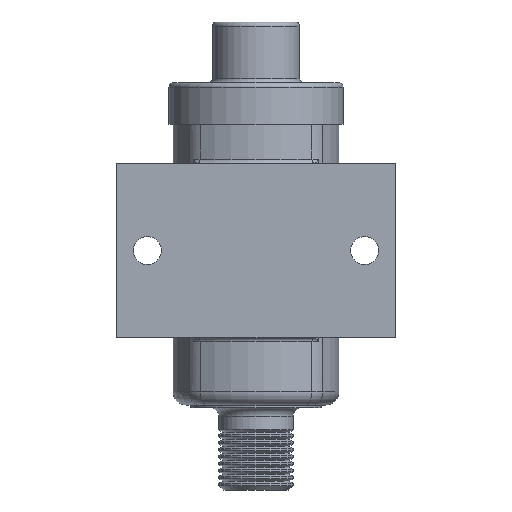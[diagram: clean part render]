
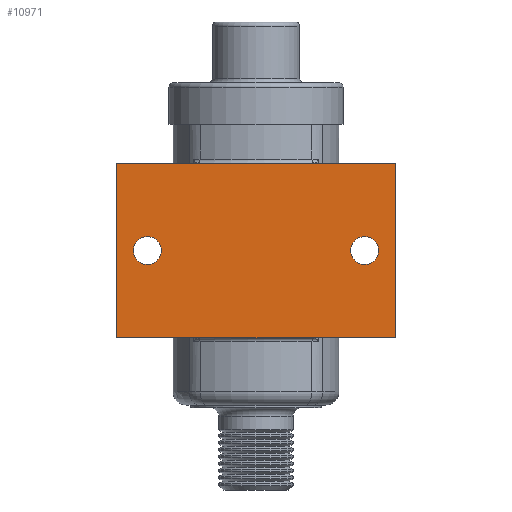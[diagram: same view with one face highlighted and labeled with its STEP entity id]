
A CAD part, front view. The second image highlights one B-rep face of the part: STEP entity #10971.
In plain terms, the highlighted planar face has unit normal (0, -1, 0).
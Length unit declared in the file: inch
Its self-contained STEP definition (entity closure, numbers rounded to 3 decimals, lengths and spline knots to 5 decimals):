
#497 = EDGE_LOOP ( 'NONE', ( #12757, #12758 ) ) ;
#504 = EDGE_LOOP ( 'NONE', ( #12755, #12756 ) ) ;
#812 = LINE ( 'NONE', #12311, #813 ) ;
#813 = VECTOR ( 'NONE', #12312, 39.37008 ) ;
#818 = CIRCLE ( 'NONE', #8884, 0.1005 ) ;
#819 = LINE ( 'NONE', #12323, #821 ) ;
#820 = CIRCLE ( 'NONE', #8885, 0.1005 ) ;
#821 = VECTOR ( 'NONE', #12324, 39.37008 ) ;
#822 = LINE ( 'NONE', #12325, #823 ) ;
#823 = VECTOR ( 'NONE', #12326, 39.37008 ) ;
#824 = LINE ( 'NONE', #12327, #825 ) ;
#825 = VECTOR ( 'NONE', #12328, 39.37008 ) ;
#1406 = CARTESIAN_POINT ( 'NONE',  ( -1., -0.91, 2.344 ) ) ;
#1409 = CARTESIAN_POINT ( 'NONE',  ( 1., -0.91, 2.344 ) ) ;
#1411 = CARTESIAN_POINT ( 'NONE',  ( -1., -0.91, 1.094 ) ) ;
#1414 = CARTESIAN_POINT ( 'NONE',  ( 1., -0.91, 1.094 ) ) ;
#1542 = CARTESIAN_POINT ( 'NONE',  ( 0.8815, -0.91, 1.719 ) ) ;
#1563 = CARTESIAN_POINT ( 'NONE',  ( -0.6805, -0.91, 1.719 ) ) ;
#6052 = CARTESIAN_POINT ( 'NONE',  ( -0.781, -0.91, 1.719 ) ) ;
#6053 = DIRECTION ( 'NONE',  ( 0., 1., 0. ) ) ;
#6054 = DIRECTION ( 'NONE',  ( -1., 0., 0. ) ) ;
#6062 = CARTESIAN_POINT ( 'NONE',  ( 0.781, -0.91, 1.719 ) ) ;
#6063 = DIRECTION ( 'NONE',  ( 0., 1., 0. ) ) ;
#6096 = VERTEX_POINT ( 'NONE', #10106 ) ;
#6104 = VERTEX_POINT ( 'NONE', #10114 ) ;
#6862 = CIRCLE ( 'NONE', #8762, 0.1005 ) ;
#6877 = CIRCLE ( 'NONE', #8764, 0.1005 ) ;
#7097 = EDGE_CURVE ( 'NONE', #7638, #6104, #6862, .T. ) ;
#7101 = EDGE_CURVE ( 'NONE', #7617, #6096, #6877, .T. ) ;
#7324 = EDGE_CURVE ( 'NONE', #7489, #7484, #812, .T. ) ;
#7327 = EDGE_CURVE ( 'NONE', #6096, #7617, #818, .T. ) ;
#7328 = EDGE_CURVE ( 'NONE', #6104, #7638, #820, .T. ) ;
#7329 = EDGE_CURVE ( 'NONE', #7481, #7484, #819, .T. ) ;
#7330 = EDGE_CURVE ( 'NONE', #7486, #7481, #822, .T. ) ;
#7331 = EDGE_CURVE ( 'NONE', #7486, #7489, #824, .T. ) ;
#7481 = VERTEX_POINT ( 'NONE', #1406 ) ;
#7484 = VERTEX_POINT ( 'NONE', #1409 ) ;
#7486 = VERTEX_POINT ( 'NONE', #1411 ) ;
#7489 = VERTEX_POINT ( 'NONE', #1414 ) ;
#7617 = VERTEX_POINT ( 'NONE', #1542 ) ;
#7638 = VERTEX_POINT ( 'NONE', #1563 ) ;
#8762 = AXIS2_PLACEMENT_3D ( 'NONE', #6052, #6053, #6054 ) ;
#8764 = AXIS2_PLACEMENT_3D ( 'NONE', #6062, #6063, #11314 ) ;
#8884 = AXIS2_PLACEMENT_3D ( 'NONE', #12317, #12318, #12319 ) ;
#8885 = AXIS2_PLACEMENT_3D ( 'NONE', #12320, #12321, #12322 ) ;
#9572 = AXIS2_PLACEMENT_3D ( 'NONE', #10645, #10646, #10647 ) ;
#9807 = EDGE_LOOP ( 'NONE', ( #12759, #12760, #12761, #12762 ) ) ;
#10106 = CARTESIAN_POINT ( 'NONE',  ( 0.6805, -0.91, 1.719 ) ) ;
#10114 = CARTESIAN_POINT ( 'NONE',  ( -0.8815, -0.91, 1.719 ) ) ;
#10604 = FACE_BOUND ( 'NONE', #504, .T. ) ;
#10605 = FACE_BOUND ( 'NONE', #497, .T. ) ;
#10606 = FACE_OUTER_BOUND ( 'NONE', #9807, .T. ) ;
#10644 = PLANE ( 'NONE',  #9572 ) ;
#10645 = CARTESIAN_POINT ( 'NONE',  ( -1., -0.91, 1.094 ) ) ;
#10646 = DIRECTION ( 'NONE',  ( 0., -1., 0. ) ) ;
#10647 = DIRECTION ( 'NONE',  ( 1., 0., 0. ) ) ;
#10971 = ADVANCED_FACE ( 'NONE', ( #10604, #10605, #10606 ), #10644, .T. ) ;
#11314 = DIRECTION ( 'NONE',  ( -1., 0., 0. ) ) ;
#12311 = CARTESIAN_POINT ( 'NONE',  ( 1., -0.91, 1.094 ) ) ;
#12312 = DIRECTION ( 'NONE',  ( 0., 0., 1. ) ) ;
#12317 = CARTESIAN_POINT ( 'NONE',  ( 0.781, -0.91, 1.719 ) ) ;
#12318 = DIRECTION ( 'NONE',  ( 0., 1., 0. ) ) ;
#12319 = DIRECTION ( 'NONE',  ( -1., 0., 0. ) ) ;
#12320 = CARTESIAN_POINT ( 'NONE',  ( -0.781, -0.91, 1.719 ) ) ;
#12321 = DIRECTION ( 'NONE',  ( 0., 1., 0. ) ) ;
#12322 = DIRECTION ( 'NONE',  ( -1., 0., 0. ) ) ;
#12323 = CARTESIAN_POINT ( 'NONE',  ( -1., -0.91, 2.344 ) ) ;
#12324 = DIRECTION ( 'NONE',  ( 1., 0., 0. ) ) ;
#12325 = CARTESIAN_POINT ( 'NONE',  ( -1., -0.91, 1.094 ) ) ;
#12326 = DIRECTION ( 'NONE',  ( 0., 0., 1. ) ) ;
#12327 = CARTESIAN_POINT ( 'NONE',  ( -1., -0.91, 1.094 ) ) ;
#12328 = DIRECTION ( 'NONE',  ( 1., 0., 0. ) ) ;
#12755 = ORIENTED_EDGE ( 'NONE', *, *, #7327, .T. ) ;
#12756 = ORIENTED_EDGE ( 'NONE', *, *, #7101, .T. ) ;
#12757 = ORIENTED_EDGE ( 'NONE', *, *, #7328, .T. ) ;
#12758 = ORIENTED_EDGE ( 'NONE', *, *, #7097, .T. ) ;
#12759 = ORIENTED_EDGE ( 'NONE', *, *, #7329, .F. ) ;
#12760 = ORIENTED_EDGE ( 'NONE', *, *, #7330, .F. ) ;
#12761 = ORIENTED_EDGE ( 'NONE', *, *, #7331, .T. ) ;
#12762 = ORIENTED_EDGE ( 'NONE', *, *, #7324, .T. ) ;
